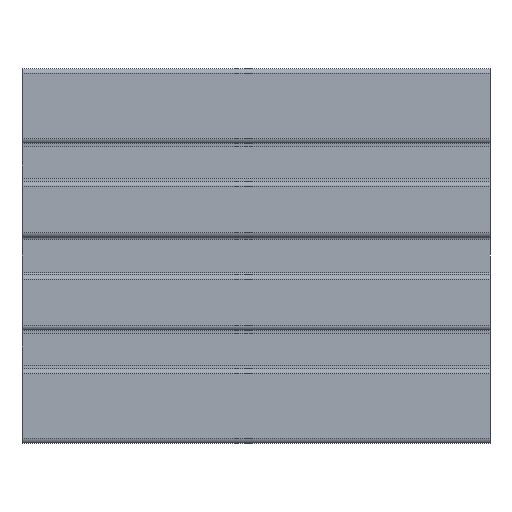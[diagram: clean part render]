
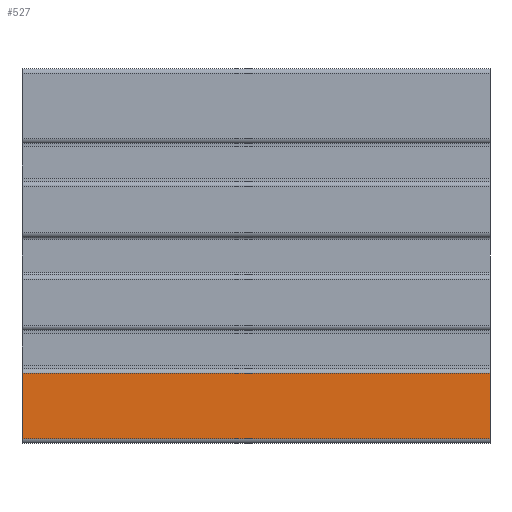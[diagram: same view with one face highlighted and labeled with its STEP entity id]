
A CAD part, left-side view. The second image highlights one B-rep face of the part: STEP entity #527.
In plain terms, the highlighted planar face has unit normal (-1, 0, 0).
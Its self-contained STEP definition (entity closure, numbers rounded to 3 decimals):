
#527 = ADVANCED_FACE( '', ( #1220 ), #1221, .T. );
#1220 = FACE_OUTER_BOUND( '', #2094, .T. );
#1221 = PLANE( '', #2095 );
#2094 = EDGE_LOOP( '', ( #3512, #3513, #3514, #3515 ) );
#2095 = AXIS2_PLACEMENT_3D( '', #3516, #3517, #3518 );
#3512 = ORIENTED_EDGE( '', *, *, #5956, .F. );
#3513 = ORIENTED_EDGE( '', *, *, #5957, .F. );
#3514 = ORIENTED_EDGE( '', *, *, #5958, .T. );
#3515 = ORIENTED_EDGE( '', *, *, #5462, .T. );
#3516 = CARTESIAN_POINT( '', ( -20., 100., -25.1 ) );
#3517 = DIRECTION( '', ( -1., 0., 0. ) );
#3518 = DIRECTION( '', ( 0., 0., 1. ) );
#5462 = EDGE_CURVE( '', #6600, #6597, #6601, .T. );
#5956 = EDGE_CURVE( '', #7440, #6597, #7441, .T. );
#5957 = EDGE_CURVE( '', #7442, #7440, #7443, .T. );
#5958 = EDGE_CURVE( '', #7442, #6600, #7444, .T. );
#6597 = VERTEX_POINT( '', #8293 );
#6600 = VERTEX_POINT( '', #8296 );
#6601 = LINE( '', #8297, #8298 );
#7440 = VERTEX_POINT( '', #9410 );
#7441 = LINE( '', #9411, #9412 );
#7442 = VERTEX_POINT( '', #9413 );
#7443 = LINE( '', #9414, #9415 );
#7444 = LINE( '', #9416, #9417 );
#8293 = CARTESIAN_POINT( '', ( -20., 0., -39. ) );
#8296 = CARTESIAN_POINT( '', ( -20., 100., -39. ) );
#8297 = CARTESIAN_POINT( '', ( -20., 100., -39. ) );
#8298 = VECTOR( '', #10503, 1000. );
#9410 = CARTESIAN_POINT( '', ( -20., 0., -25.1 ) );
#9411 = CARTESIAN_POINT( '', ( -20., 0., -25.1 ) );
#9412 = VECTOR( '', #11116, 1000. );
#9413 = CARTESIAN_POINT( '', ( -20., 100., -25.1 ) );
#9414 = CARTESIAN_POINT( '', ( -20., 100., -25.1 ) );
#9415 = VECTOR( '', #11117, 1000. );
#9416 = CARTESIAN_POINT( '', ( -20., 100., -25.1 ) );
#9417 = VECTOR( '', #11118, 1000. );
#10503 = DIRECTION( '', ( 0., -1., 0. ) );
#11116 = DIRECTION( '', ( 0., 0., -1. ) );
#11117 = DIRECTION( '', ( 0., -1., 0. ) );
#11118 = DIRECTION( '', ( 0., 0., -1. ) );
